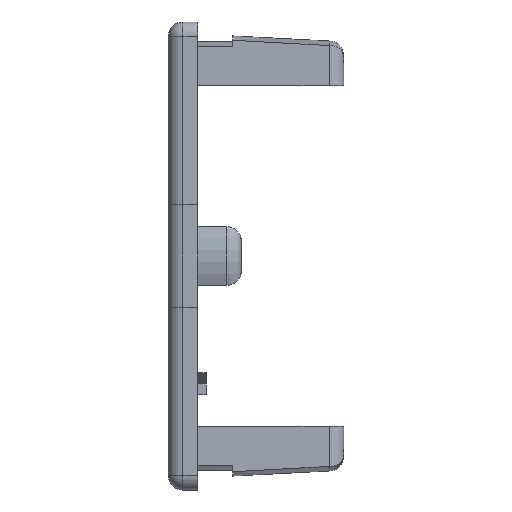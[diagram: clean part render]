
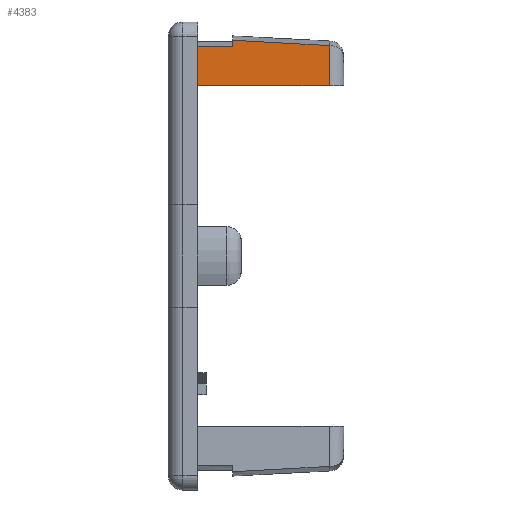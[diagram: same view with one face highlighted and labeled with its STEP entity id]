
A CAD part, left-side view. The second image highlights one B-rep face of the part: STEP entity #4383.
In plain terms, the highlighted planar face has unit normal (-1, 0, 0).
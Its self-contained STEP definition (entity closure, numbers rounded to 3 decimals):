
#1195=DIRECTION('',(0.,1.,0.));
#1196=VECTOR('',#1195,1.2);
#1197=CARTESIAN_POINT('',(11.5,-1.2,7.166));
#1198=LINE('',#1197,#1196);
#1223=DIRECTION('',(0.,1.,0.));
#1224=VECTOR('',#1223,4.5);
#1225=CARTESIAN_POINT('',(11.5,-4.5,5.825));
#1226=LINE('',#1225,#1224);
#1230=DIRECTION('',(0.,0.,1.));
#1231=VECTOR('',#1230,1.341);
#1232=CARTESIAN_POINT('',(11.5,0.,5.825));
#1233=LINE('',#1232,#1231);
#1237=DIRECTION('',(0.,0.,1.));
#1238=VECTOR('',#1237,0.21);
#1239=CARTESIAN_POINT('',(11.5,-1.2,7.166));
#1240=LINE('',#1239,#1238);
#1244=DIRECTION('',(0.,0.,1.));
#1245=VECTOR('',#1244,1.369);
#1246=CARTESIAN_POINT('',(11.5,-4.5,5.825));
#1247=LINE('',#1246,#1245);
#1335=CARTESIAN_POINT('',(11.5,-4.5,7.194));
#1336=CARTESIAN_POINT('',(11.5,-4.133,7.214));
#1337=CARTESIAN_POINT('',(11.5,-3.4,7.255));
#1338=CARTESIAN_POINT('',(11.5,-2.3,7.315));
#1339=CARTESIAN_POINT('',(11.5,-1.567,7.356));
#1340=CARTESIAN_POINT('',(11.5,-1.2,7.376));
#3052=CARTESIAN_POINT('',(11.5,0.,7.166));
#3053=VERTEX_POINT('',#3052);
#3054=CARTESIAN_POINT('',(11.5,0.,5.825));
#3055=VERTEX_POINT('',#3054);
#3191=CARTESIAN_POINT('',(11.5,-1.2,7.166));
#3192=VERTEX_POINT('',#3191);
#3197=CARTESIAN_POINT('',(11.5,-4.5,5.825));
#3198=CARTESIAN_POINT('',(11.5,-4.5,7.194));
#3199=VERTEX_POINT('',#3197);
#3200=VERTEX_POINT('',#3198);
#3201=CARTESIAN_POINT('',(11.5,-1.2,7.376));
#3202=VERTEX_POINT('',#3201);
#4366=CARTESIAN_POINT('',(11.5,0.,7.376));
#4367=DIRECTION('',(1.,0.,0.));
#4368=DIRECTION('',(0.,0.,-1.));
#4369=AXIS2_PLACEMENT_3D('',#4366,#4367,#4368);
#4370=PLANE('',#4369);
#4372=ORIENTED_EDGE('',*,*,#4371,.F.);
#4374=ORIENTED_EDGE('',*,*,#4373,.T.);
#4375=ORIENTED_EDGE('',*,*,#3637,.T.);
#4376=ORIENTED_EDGE('',*,*,#4343,.F.);
#4378=ORIENTED_EDGE('',*,*,#4377,.T.);
#4380=ORIENTED_EDGE('',*,*,#4379,.F.);
#4381=EDGE_LOOP('',(#4372,#4374,#4375,#4376,#4378,#4380));
#4382=FACE_OUTER_BOUND('',#4381,.F.);
#1341=B_SPLINE_CURVE_WITH_KNOTS('',3,(#1335,#1336,#1337,#1338,#1339,#1340),
.UNSPECIFIED.,.F.,.F.,(4,1,1,4),(0.,0.333,0.667,1.),
.UNSPECIFIED.);
#3637=EDGE_CURVE('',#3055,#3053,#1233,.T.);
#4343=EDGE_CURVE('',#3192,#3053,#1198,.T.);
#4371=EDGE_CURVE('',#3199,#3200,#1247,.T.);
#4373=EDGE_CURVE('',#3199,#3055,#1226,.T.);
#4377=EDGE_CURVE('',#3192,#3202,#1240,.T.);
#4379=EDGE_CURVE('',#3200,#3202,#1341,.T.);
#4383=ADVANCED_FACE('',(#4382),#4370,.F.);
